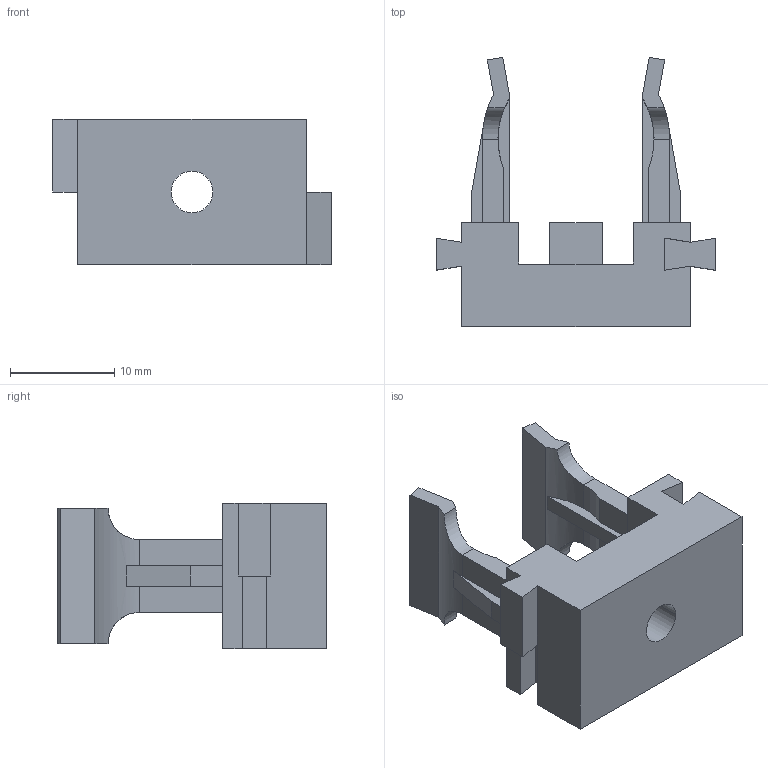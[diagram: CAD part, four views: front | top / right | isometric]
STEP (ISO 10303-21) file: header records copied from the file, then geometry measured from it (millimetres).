
FILE_DESCRIPTION (( 'STEP AP203' ), '1' );
FILE_NAME ('ET-TA10D-CFM-016-K41-100 ELASTA Äåðæàòåëü äëÿ ãîôð. òðóá.STEP', '2022-11-28T09:17:26', ( '' ), ( '' ), 'SwSTEP 2.0', 'SolidWorks 2022', '' );
FILE_SCHEMA (( 'CONFIG_CONTROL_DESIGN' ));
Length unit declared in the file: millimetre
Products named in the file (1): ET-TA10D-CFM-016-K41-100 ELASTA Держатель для гофр. труб
Bounding box: 26.8 x 25.87 x 14 mm (x, y, z)
Volume: 2919.7 mm3; surface area: 2488.4 mm2
Topology: 1 solids, 3 shells, 90 faces, 236 edges, 154 vertices
Faces by surface type: plane 78, cylinder 12
Entity records: 2907 total; most frequent: CARTESIAN_POINT 601, ORIENTED_EDGE 472, DIRECTION 436, EDGE_CURVE 236, LINE 202, VECTOR 202, VERTEX_POINT 154, AXIS2_PLACEMENT_3D 117
